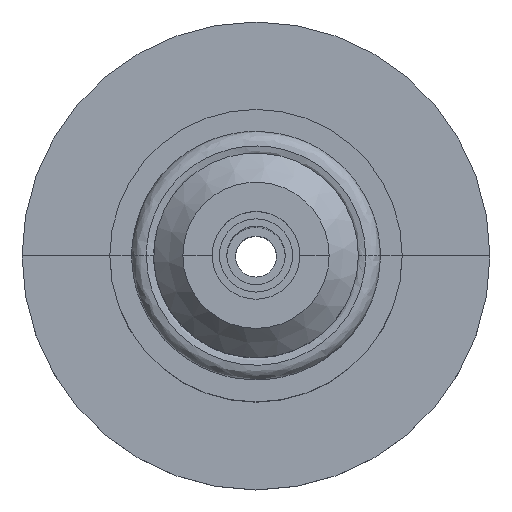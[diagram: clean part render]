
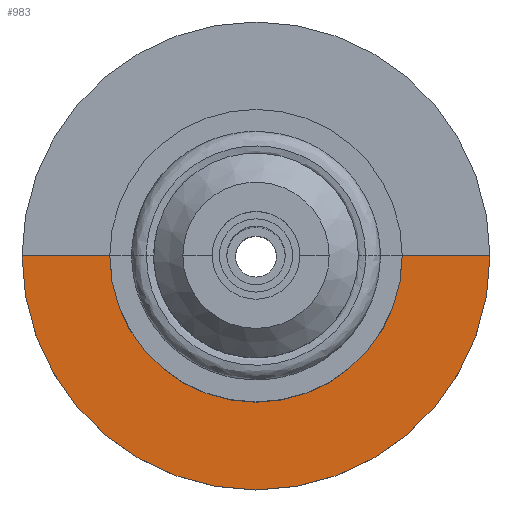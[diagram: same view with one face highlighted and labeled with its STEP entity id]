
A CAD part, top view. The second image highlights one B-rep face of the part: STEP entity #983.
In plain terms, the highlighted planar face has unit normal (0, 0, 1).
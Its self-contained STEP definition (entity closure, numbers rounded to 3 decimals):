
#84=PLANE('',#1097);
#118=FACE_OUTER_BOUND('',#185,.T.);
#185=EDGE_LOOP('',(#743,#744,#745,#746));
#259=LINE('',#1567,#313);
#260=LINE('',#1571,#314);
#313=VECTOR('',#1288,10.);
#314=VECTOR('',#1291,10.);
#378=CIRCLE('',#1098,8.);
#379=CIRCLE('',#1099,2.25);
#446=VERTEX_POINT('',#1565);
#447=VERTEX_POINT('',#1566);
#448=VERTEX_POINT('',#1568);
#449=VERTEX_POINT('',#1570);
#551=EDGE_CURVE('',#446,#447,#259,.T.);
#552=EDGE_CURVE('',#448,#447,#378,.T.);
#553=EDGE_CURVE('',#449,#448,#260,.T.);
#554=EDGE_CURVE('',#449,#446,#379,.T.);
#743=ORIENTED_EDGE('',*,*,#551,.T.);
#744=ORIENTED_EDGE('',*,*,#552,.F.);
#745=ORIENTED_EDGE('',*,*,#553,.F.);
#746=ORIENTED_EDGE('',*,*,#554,.T.);
#983=ADVANCED_FACE('',(#118),#84,.T.);
#1097=AXIS2_PLACEMENT_3D('',#1564,#1286,#1287);
#1098=AXIS2_PLACEMENT_3D('',#1569,#1289,#1290);
#1099=AXIS2_PLACEMENT_3D('',#1572,#1292,#1293);
#1286=DIRECTION('center_axis',(0.,0.,
1.));
#1287=DIRECTION('ref_axis',(1.,0.,0.));
#1288=DIRECTION('',(-1.,0.,0.));
#1289=DIRECTION('center_axis',(0.,0.,-1.));
#1290=DIRECTION('ref_axis',(-1.,0.,0.));
#1291=DIRECTION('',(1.,0.,0.));
#1292=DIRECTION('center_axis',(0.,0.,-1.));
#1293=DIRECTION('ref_axis',(-1.,0.,0.));
#1564=CARTESIAN_POINT('Origin',(-2.25,0.,-6.));
#1565=CARTESIAN_POINT('',(-2.25,0.,-6.));
#1566=CARTESIAN_POINT('',(-8.,0.,-6.));
#1567=CARTESIAN_POINT('',(-2.25,0.,-6.));
#1568=CARTESIAN_POINT('',(8.,0.,-6.));
#1569=CARTESIAN_POINT('Origin',(0.,0.,-6.));
#1570=CARTESIAN_POINT('',(2.25,0.,-6.));
#1571=CARTESIAN_POINT('',(2.25,0.,-6.));
#1572=CARTESIAN_POINT('Origin',(0.,0.,-6.));
